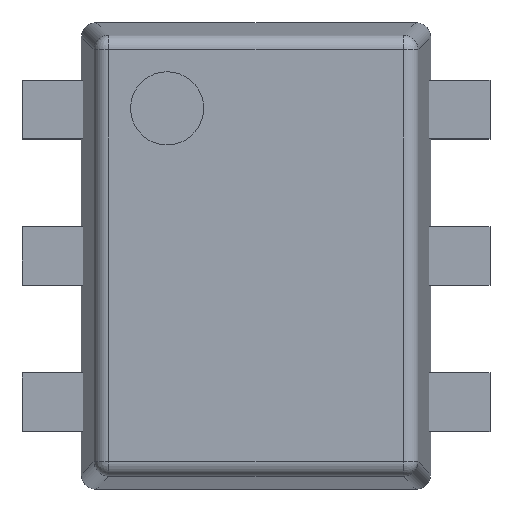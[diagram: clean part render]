
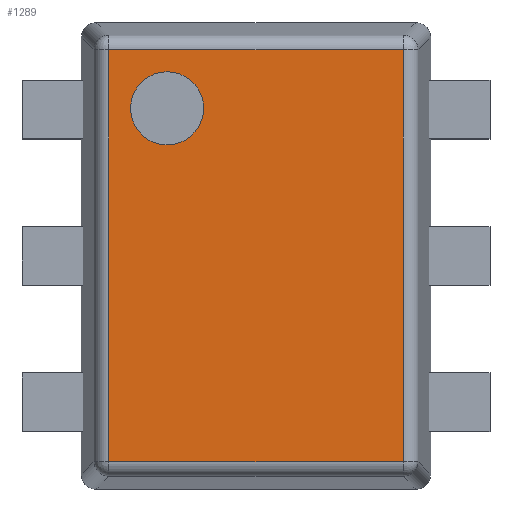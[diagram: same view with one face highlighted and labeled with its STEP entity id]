
A CAD part, top view. The second image highlights one B-rep face of the part: STEP entity #1289.
In plain terms, the highlighted planar face has unit normal (0, 0, 1).
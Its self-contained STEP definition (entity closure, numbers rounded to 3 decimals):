
#14=FACE_BOUND('',#196,.T.);
#61=PLANE('',#1406);
#125=FACE_OUTER_BOUND('',#195,.T.);
#195=EDGE_LOOP('',(#1098,#1099,#1100,#1101));
#196=EDGE_LOOP('',(#1102));
#328=LINE('',#2205,#467);
#329=LINE('',#2208,#468);
#330=LINE('',#2210,#469);
#331=LINE('',#2211,#470);
#467=VECTOR('',#1713,1.008);
#468=VECTOR('',#1716,1.408);
#469=VECTOR('',#1717,1.408);
#470=VECTOR('',#1718,1.008);
#515=CIRCLE('',#1369,0.125);
#597=VERTEX_POINT('',#2090);
#625=VERTEX_POINT('',#2199);
#626=VERTEX_POINT('',#2203);
#627=VERTEX_POINT('',#2207);
#628=VERTEX_POINT('',#2209);
#736=EDGE_CURVE('',#597,#597,#515,.T.);
#791=EDGE_CURVE('',#625,#626,#328,.T.);
#792=EDGE_CURVE('',#627,#625,#329,.T.);
#793=EDGE_CURVE('',#626,#628,#330,.T.);
#794=EDGE_CURVE('',#628,#627,#331,.T.);
#1098=ORIENTED_EDGE('',*,*,#792,.T.);
#1099=ORIENTED_EDGE('',*,*,#791,.T.);
#1100=ORIENTED_EDGE('',*,*,#793,.T.);
#1101=ORIENTED_EDGE('',*,*,#794,.T.);
#1102=ORIENTED_EDGE('',*,*,#736,.T.);
#1289=ADVANCED_FACE('',(#125,#14),#61,.T.);
#1369=AXIS2_PLACEMENT_3D('',#2091,#1591,#1592);
#1406=AXIS2_PLACEMENT_3D('',#2206,#1714,#1715);
#1591=DIRECTION('center_axis',(0.,0.,-1.));
#1592=DIRECTION('ref_axis',(-1.,0.,0.));
#1713=DIRECTION('',(1.,0.,0.));
#1714=DIRECTION('center_axis',(0.,0.,1.));
#1715=DIRECTION('ref_axis',(0.,1.,0.));
#1716=DIRECTION('',(0.,-1.,0.));
#1717=DIRECTION('',(0.,1.,0.));
#1718=DIRECTION('',(-1.,0.,0.));
#2090=CARTESIAN_POINT('',(-0.179,0.504,0.6));
#2091=CARTESIAN_POINT('Origin',(-0.304,0.504,0.6));
#2199=CARTESIAN_POINT('',(-0.504,-0.704,0.6));
#2203=CARTESIAN_POINT('',(0.504,-0.704,0.6));
#2205=CARTESIAN_POINT('',(-0.504,-0.704,0.6));
#2206=CARTESIAN_POINT('Origin',(0.,0.,0.6));
#2207=CARTESIAN_POINT('',(-0.504,0.704,0.6));
#2208=CARTESIAN_POINT('',(-0.504,0.704,0.6));
#2209=CARTESIAN_POINT('',(0.504,0.704,0.6));
#2210=CARTESIAN_POINT('',(0.504,-0.704,0.6));
#2211=CARTESIAN_POINT('',(0.504,0.704,0.6));
